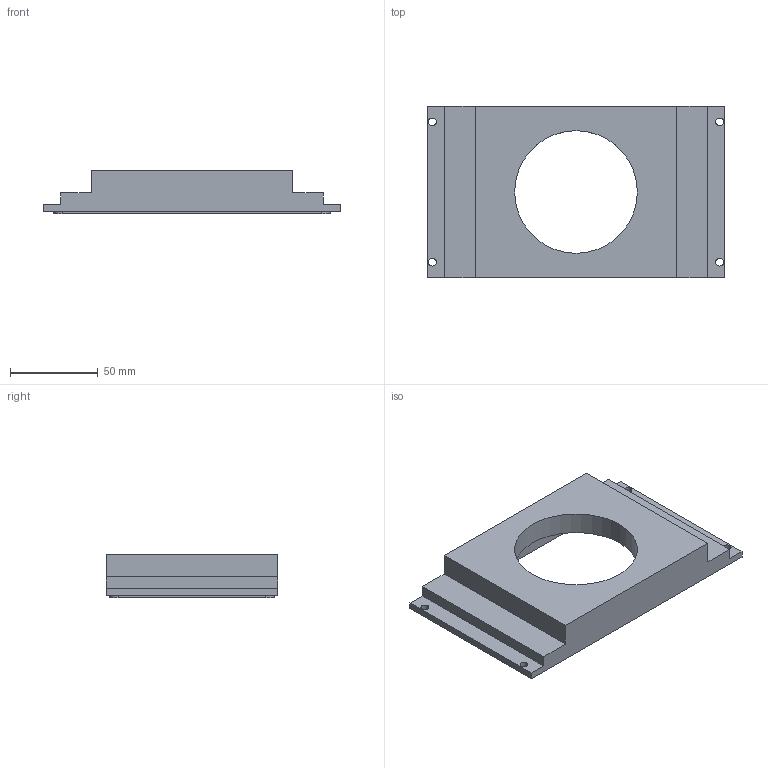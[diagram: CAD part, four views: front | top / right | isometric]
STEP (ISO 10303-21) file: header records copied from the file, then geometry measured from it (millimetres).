
FILE_DESCRIPTION (( 'STEP AP203' ), '1' );
FILE_NAME ('PLATINE-DAYI-PRESS.STEP', '2021-05-27T13:27:56', ( '' ), ( '' ), 'SwSTEP 2.0', 'SolidWorks 2019', '' );
FILE_SCHEMA (( 'CONFIG_CONTROL_DESIGN' ));
Length unit declared in the file: millimetre
Products named in the file (1): PLATINE-DAYI-PRESS
Bounding box: 170 x 98 x 25 mm (x, y, z)
Volume: 164920.3 mm3; surface area: 44906.4 mm2
Topology: 1 solids, 1 shells, 50 faces, 138 edges, 92 vertices
Faces by surface type: plane 28, cylinder 22
Entity records: 1703 total; most frequent: DIRECTION 284, CARTESIAN_POINT 281, ORIENTED_EDGE 276, EDGE_CURVE 138, AXIS2_PLACEMENT_3D 95, VECTOR 94, LINE 94, VERTEX_POINT 92
